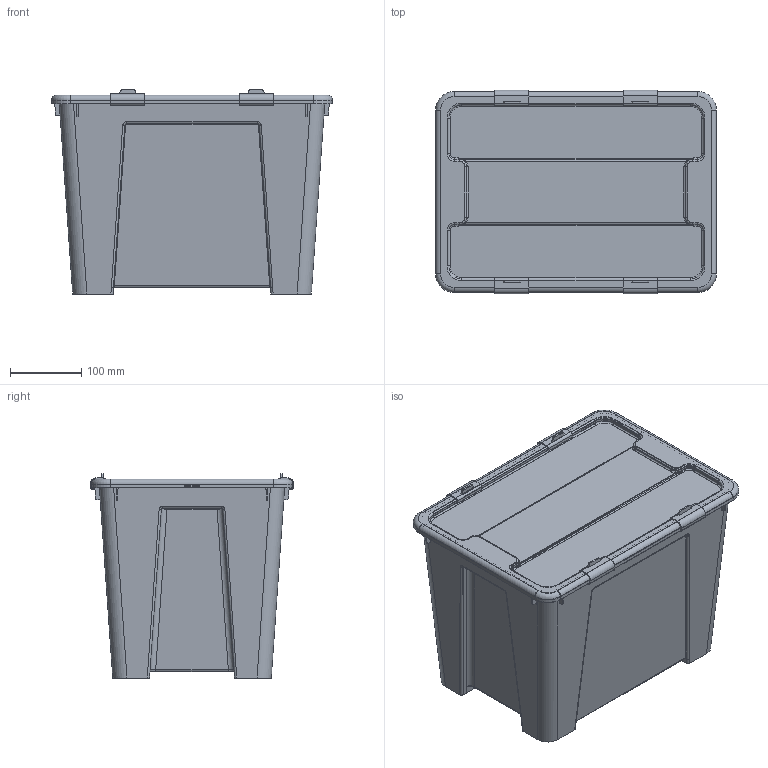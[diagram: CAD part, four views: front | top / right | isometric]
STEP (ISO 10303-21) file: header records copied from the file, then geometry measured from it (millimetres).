
FILE_DESCRIPTION(/* description */ (''),/* implementation_level */ '2;1');
FILE_NAME(/* name */ 'IKEA SAMLA 22 l assemblyl.stp',/* time_stamp */ '2022-06-12T20:26:44+02:00',/* author */ ('Leroy'),/* organization */ (''),/* preprocessor_version */ 'ST-DEVELOPER v16.5',/* originating_system */ 'Autodesk Inventor 2017',/* authorisation */ '');
FILE_SCHEMA (('AUTOMOTIVE_DESIGN { 1 0 10303 214 3 1 1 }'));
Length unit declared in the file: millimetre
Products named in the file (4): IKEA SAMLA 22 l; IKEA SAMLA Box 22 l_nieuw; SAMLA_Lid_11_22_l; Ikea_SAMLA_Clip_lock_5_11_22 l
Assembly tree (6 placements, depth 2):
  IKEA SAMLA 22 l
    IKEA SAMLA Box 22 l_nieuw
    SAMLA_Lid_11_22_l
    Ikea_SAMLA_Clip_lock_5_11_22 l  x4
Bounding box: 394 x 285.47 x 286.3 mm (x, y, z)
Volume: 928509.3 mm3; surface area: 1122203.6 mm2
Topology: 32 solids, 32 shells, 912 faces, 2256 edges, 1420 vertices
Faces by surface type: plane 360, cylinder 336, bspline 148, torus 68
Entity records: 33096 total; most frequent: CARTESIAN_POINT 14051, ORIENTED_EDGE 3972, DIRECTION 3945, EDGE_CURVE 1986, AXIS2_PLACEMENT_3D 1479, VERTEX_POINT 1240, LINE 987, VECTOR 987
